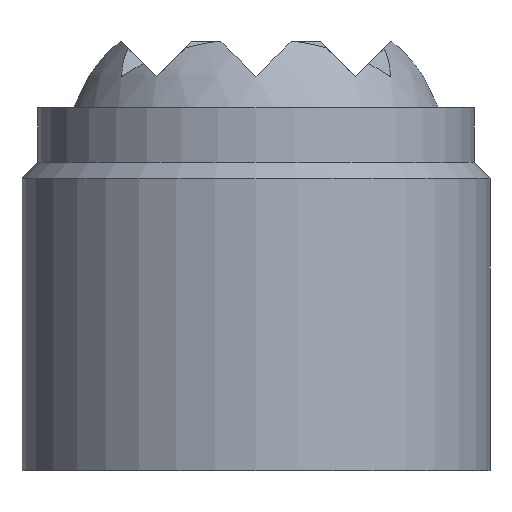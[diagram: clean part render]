
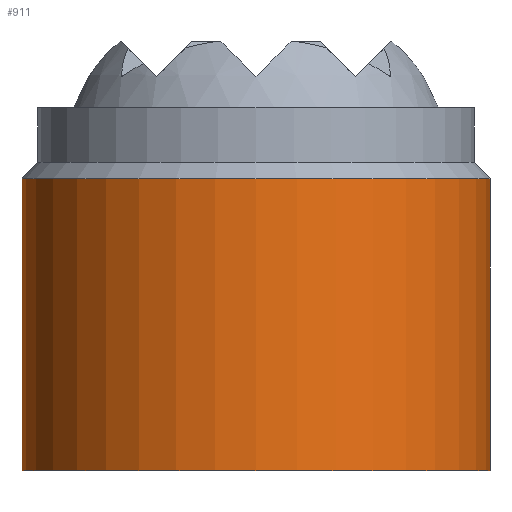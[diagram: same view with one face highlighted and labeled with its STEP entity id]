
A CAD part, front view. The second image highlights one B-rep face of the part: STEP entity #911.
In plain terms, the highlighted cylindrical face has radius 6 mm (diameter 12 mm), a partial arc.
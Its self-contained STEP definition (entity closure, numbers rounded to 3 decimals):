
#469=VERTEX_POINT('',#1185);
#487=VERTEX_POINT('',#1203);
#505=EDGE_CURVE('',#903,#487,#1223,.T.);
#891=EDGE_CURVE('',#469,#1033,#1658,.T.);
#903=VERTEX_POINT('',#1670);
#911=ADVANCED_FACE('',(#1679),#1680,.T.);
#939=EDGE_CURVE('',#469,#487,#1711,.T.);
#1033=VERTEX_POINT('',#1812);
#1037=EDGE_CURVE('',#1033,#903,#1816,.T.);
#1185=CARTESIAN_POINT('',(-6.,0.,7.48));
#1203=CARTESIAN_POINT('',(6.,0.,7.48));
#1223=LINE('',#2054,#2055);
#1658=LINE('',#2630,#2631);
#1670=CARTESIAN_POINT('',(6.,0.,0.));
#1679=FACE_OUTER_BOUND('',#2661,.T.);
#1680=CYLINDRICAL_SURFACE('',#2662,6.0);
#1711=CIRCLE('',#2701,6.0);
#1812=CARTESIAN_POINT('',(-6.,0.,0.));
#1816=CIRCLE('',#2851,6.0);
#2054=CARTESIAN_POINT('',(6.,0.,3.74));
#2055=VECTOR('',#3080,1.0);
#2630=CARTESIAN_POINT('',(-6.,0.,3.74));
#2631=VECTOR('',#3602,1.0);
#2661=EDGE_LOOP('',(#3622,#3623,#3624,#3625));
#2662=AXIS2_PLACEMENT_3D('',#3626,#3627,#3628);
#2701=AXIS2_PLACEMENT_3D('',#3657,#3658,#3659);
#2851=AXIS2_PLACEMENT_3D('',#3801,#3802,#3803);
#3080=DIRECTION('',(0.,0.,1.0));
#3602=DIRECTION('',(0.,0.,-1.0));
#3622=ORIENTED_EDGE('',*,*,#505,.T.);
#3623=ORIENTED_EDGE('',*,*,#939,.F.);
#3624=ORIENTED_EDGE('',*,*,#891,.T.);
#3625=ORIENTED_EDGE('',*,*,#1037,.T.);
#3626=CARTESIAN_POINT('',(0.,0.,3.74));
#3627=DIRECTION('',(0.,0.,-1.0));
#3628=DIRECTION('',(1.0,0.,0.));
#3657=CARTESIAN_POINT('',(0.,0.,7.48));
#3658=DIRECTION('',(0.,0.,1.0));
#3659=DIRECTION('',(1.0,0.,0.));
#3801=CARTESIAN_POINT('',(0.,0.,0.));
#3802=DIRECTION('',(0.,0.,1.0));
#3803=DIRECTION('',(1.0,0.,0.));
